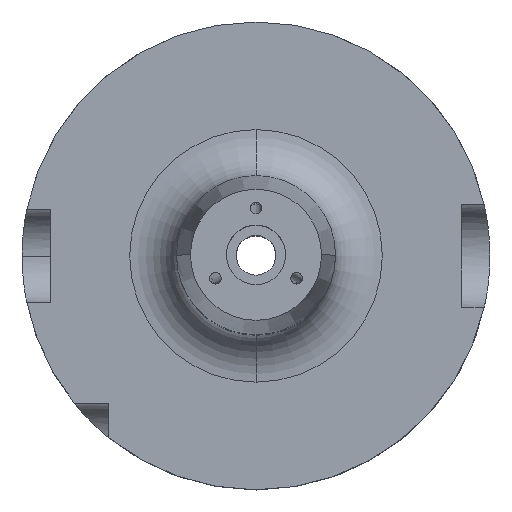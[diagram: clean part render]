
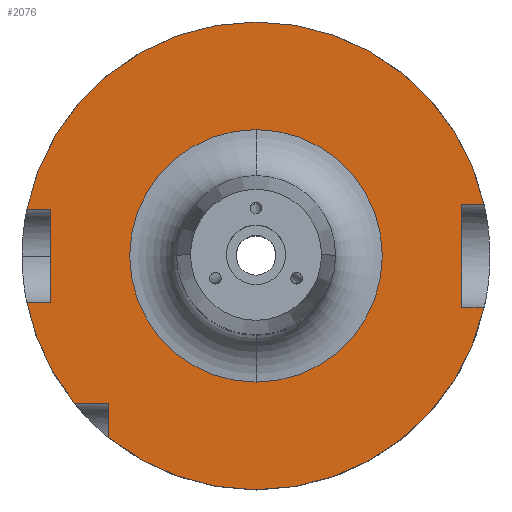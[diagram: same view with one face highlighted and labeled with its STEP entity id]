
A CAD part, top view. The second image highlights one B-rep face of the part: STEP entity #2076.
In plain terms, the highlighted planar face has unit normal (0, 0, 1).
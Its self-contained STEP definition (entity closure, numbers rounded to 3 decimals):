
#12 = CARTESIAN_POINT ( 'NONE',  ( -54., -10., 29. ) ) ;
#17 = CARTESIAN_POINT ( 'NONE',  ( 0., 0., 29. ) ) ;
#19 = CARTESIAN_POINT ( 'NONE',  ( 48.775, -11., 29. ) ) ;
#78 = CARTESIAN_POINT ( 'NONE',  ( 0., 0., 29. ) ) ;
#95 = ORIENTED_EDGE ( 'NONE', *, *, #703, .T. ) ;
#98 = VERTEX_POINT ( 'NONE', #2403 ) ;
#167 = CARTESIAN_POINT ( 'NONE',  ( -54., 10., 29. ) ) ;
#196 = VERTEX_POINT ( 'NONE', #616 ) ;
#227 = LINE ( 'NONE', #167, #2436 ) ;
#245 = AXIS2_PLACEMENT_3D ( 'NONE', #2053, #341, #2338 ) ;
#264 = EDGE_CURVE ( 'NONE', #98, #2213, #2049, .T. ) ;
#298 = DIRECTION ( 'NONE',  ( 0., 1., 0. ) ) ;
#300 = ORIENTED_EDGE ( 'NONE', *, *, #1675, .F. ) ;
#315 = EDGE_CURVE ( 'NONE', #2589, #3250, #2730, .T. ) ;
#341 = DIRECTION ( 'NONE',  ( 0., 0., -1. ) ) ;
#366 = DIRECTION ( 'NONE',  ( 0., -1., 0. ) ) ;
#388 = VERTEX_POINT ( 'NONE', #973 ) ;
#404 = ORIENTED_EDGE ( 'NONE', *, *, #3585, .T. ) ;
#446 = EDGE_CURVE ( 'NONE', #1578, #3138, #2265, .T. ) ;
#468 = EDGE_CURVE ( 'NONE', #196, #1448, #1419, .T. ) ;
#478 = ORIENTED_EDGE ( 'NONE', *, *, #446, .T. ) ;
#511 = ORIENTED_EDGE ( 'NONE', *, *, #2571, .F. ) ;
#512 = DIRECTION ( 'NONE',  ( -1., 0., 0. ) ) ;
#601 = CARTESIAN_POINT ( 'NONE',  ( 0., 0., 29. ) ) ;
#616 = CARTESIAN_POINT ( 'NONE',  ( 44., 11., 29. ) ) ;
#631 = DIRECTION ( 'NONE',  ( 0., 0., 1. ) ) ;
#639 = VECTOR ( 'NONE', #1256, 1000. ) ;
#659 = CARTESIAN_POINT ( 'NONE',  ( -44., -10., 29. ) ) ;
#675 = CARTESIAN_POINT ( 'NONE',  ( 0., 50., 29. ) ) ;
#698 = VERTEX_POINT ( 'NONE', #732 ) ;
#703 = EDGE_CURVE ( 'NONE', #3587, #1578, #227, .T. ) ;
#732 = CARTESIAN_POINT ( 'NONE',  ( 48.775, 11., 29. ) ) ;
#806 = VECTOR ( 'NONE', #3111, 1000. ) ;
#884 = DIRECTION ( 'NONE',  ( 0., 1., 0. ) ) ;
#908 = VECTOR ( 'NONE', #512, 1000. ) ;
#968 = DIRECTION ( 'NONE',  ( 0., -1., 0. ) ) ;
#973 = CARTESIAN_POINT ( 'NONE',  ( -38.83, -31.5, 29. ) ) ;
#974 = CIRCLE ( 'NONE', #2373, 50. ) ;
#1011 = ORIENTED_EDGE ( 'NONE', *, *, #2038, .F. ) ;
#1043 = CARTESIAN_POINT ( 'NONE',  ( 0., -27., 29. ) ) ;
#1099 = VECTOR ( 'NONE', #2089, 1000. ) ;
#1145 = CARTESIAN_POINT ( 'NONE',  ( -44., 10., 29. ) ) ;
#1167 = ORIENTED_EDGE ( 'NONE', *, *, #1192, .F. ) ;
#1192 = EDGE_CURVE ( 'NONE', #3236, #698, #1346, .T. ) ;
#1209 = CARTESIAN_POINT ( 'NONE',  ( 0., 0., 29. ) ) ;
#1214 = DIRECTION ( 'NONE',  ( 0., 0., -1. ) ) ;
#1215 = DIRECTION ( 'NONE',  ( 0., -1., 0. ) ) ;
#1256 = DIRECTION ( 'NONE',  ( -1., 0., 0. ) ) ;
#1309 = LINE ( 'NONE', #12, #1807 ) ;
#1342 = EDGE_CURVE ( 'NONE', #3250, #388, #1655, .T. ) ;
#1346 = CIRCLE ( 'NONE', #245, 50. ) ;
#1355 = ORIENTED_EDGE ( 'NONE', *, *, #468, .F. ) ;
#1400 = CARTESIAN_POINT ( 'NONE',  ( -44., -10., 29. ) ) ;
#1419 = LINE ( 'NONE', #2690, #3676 ) ;
#1448 = VERTEX_POINT ( 'NONE', #1953 ) ;
#1506 = DIRECTION ( 'NONE',  ( 0., -1., 0. ) ) ;
#1550 = ORIENTED_EDGE ( 'NONE', *, *, #2348, .F. ) ;
#1553 = EDGE_LOOP ( 'NONE', ( #404, #3414 ) ) ;
#1578 = VERTEX_POINT ( 'NONE', #1145 ) ;
#1616 = FACE_OUTER_BOUND ( 'NONE', #1867, .T. ) ;
#1655 = LINE ( 'NONE', #2781, #908 ) ;
#1675 = EDGE_CURVE ( 'NONE', #3587, #3236, #2709, .T. ) ;
#1711 = FACE_BOUND ( 'NONE', #1553, .T. ) ;
#1758 = CARTESIAN_POINT ( 'NONE',  ( 0., 44., 29. ) ) ;
#1785 = ORIENTED_EDGE ( 'NONE', *, *, #3560, .F. ) ;
#1807 = VECTOR ( 'NONE', #2296, 1000. ) ;
#1867 = EDGE_LOOP ( 'NONE', ( #95, #478, #1011, #1785, #2914, #1877, #1550, #2384, #1355, #511, #1167, #300 ) ) ;
#1877 = ORIENTED_EDGE ( 'NONE', *, *, #315, .F. ) ;
#1918 = CARTESIAN_POINT ( 'NONE',  ( -48.99, -10., 29. ) ) ;
#1953 = CARTESIAN_POINT ( 'NONE',  ( 44., -11., 29. ) ) ;
#2012 = DIRECTION ( 'NONE',  ( 0., 0., -1. ) ) ;
#2032 = AXIS2_PLACEMENT_3D ( 'NONE', #17, #2012, #298 ) ;
#2038 = EDGE_CURVE ( 'NONE', #3416, #3138, #1309, .T. ) ;
#2049 = CIRCLE ( 'NONE', #3287, 27. ) ;
#2053 = CARTESIAN_POINT ( 'NONE',  ( 0., 0., 29. ) ) ;
#2076 = ADVANCED_FACE ( 'NONE', ( #1711, #1616 ), #3158, .T. ) ;
#2078 = DIRECTION ( 'NONE',  ( 0., 0., -1. ) ) ;
#2089 = DIRECTION ( 'NONE',  ( 0., 1., 0. ) ) ;
#2107 = CARTESIAN_POINT ( 'NONE',  ( 54., -11., 29. ) ) ;
#2108 = AXIS2_PLACEMENT_3D ( 'NONE', #1758, #631, #2635 ) ;
#2213 = VERTEX_POINT ( 'NONE', #1043 ) ;
#2265 = LINE ( 'NONE', #659, #2950 ) ;
#2268 = CARTESIAN_POINT ( 'NONE',  ( -31.5, -38.83, 29. ) ) ;
#2296 = DIRECTION ( 'NONE',  ( 1., 0., 0. ) ) ;
#2334 = LINE ( 'NONE', #2564, #806 ) ;
#2338 = DIRECTION ( 'NONE',  ( 0., 1., 0. ) ) ;
#2348 = EDGE_CURVE ( 'NONE', #3660, #2589, #3449, .T. ) ;
#2373 = AXIS2_PLACEMENT_3D ( 'NONE', #601, #2601, #884 ) ;
#2384 = ORIENTED_EDGE ( 'NONE', *, *, #2633, .T. ) ;
#2403 = CARTESIAN_POINT ( 'NONE',  ( 0., 27., 29. ) ) ;
#2436 = VECTOR ( 'NONE', #2445, 1000. ) ;
#2445 = DIRECTION ( 'NONE',  ( 1., 0., 0. ) ) ;
#2564 = CARTESIAN_POINT ( 'NONE',  ( 54., 11., 29. ) ) ;
#2571 = EDGE_CURVE ( 'NONE', #698, #196, #2334, .T. ) ;
#2589 = VERTEX_POINT ( 'NONE', #2268 ) ;
#2601 = DIRECTION ( 'NONE',  ( 0., 0., -1. ) ) ;
#2633 = EDGE_CURVE ( 'NONE', #3660, #1448, #2923, .T. ) ;
#2635 = DIRECTION ( 'NONE',  ( 0., -1., 0. ) ) ;
#2690 = CARTESIAN_POINT ( 'NONE',  ( 44., -11., 29. ) ) ;
#2709 = CIRCLE ( 'NONE', #2872, 50. ) ;
#2730 = LINE ( 'NONE', #2943, #1099 ) ;
#2755 = AXIS2_PLACEMENT_3D ( 'NONE', #78, #2078, #366 ) ;
#2781 = CARTESIAN_POINT ( 'NONE',  ( 0., -31.5, 29. ) ) ;
#2872 = AXIS2_PLACEMENT_3D ( 'NONE', #2933, #1214, #3209 ) ;
#2914 = ORIENTED_EDGE ( 'NONE', *, *, #1342, .F. ) ;
#2923 = LINE ( 'NONE', #2107, #639 ) ;
#2933 = CARTESIAN_POINT ( 'NONE',  ( 0., 0., 29. ) ) ;
#2943 = CARTESIAN_POINT ( 'NONE',  ( -31.5, 44., 29. ) ) ;
#2950 = VECTOR ( 'NONE', #1215, 1000. ) ;
#3111 = DIRECTION ( 'NONE',  ( -1., 0., 0. ) ) ;
#3138 = VERTEX_POINT ( 'NONE', #1400 ) ;
#3147 = CIRCLE ( 'NONE', #2755, 27. ) ;
#3158 = PLANE ( 'NONE',  #2108 ) ;
#3201 = DIRECTION ( 'NONE',  ( 0., 0., -1. ) ) ;
#3209 = DIRECTION ( 'NONE',  ( 0., 1., 0. ) ) ;
#3236 = VERTEX_POINT ( 'NONE', #675 ) ;
#3250 = VERTEX_POINT ( 'NONE', #3534 ) ;
#3287 = AXIS2_PLACEMENT_3D ( 'NONE', #1209, #3201, #1506 ) ;
#3414 = ORIENTED_EDGE ( 'NONE', *, *, #264, .T. ) ;
#3416 = VERTEX_POINT ( 'NONE', #1918 ) ;
#3449 = CIRCLE ( 'NONE', #2032, 50. ) ;
#3494 = CARTESIAN_POINT ( 'NONE',  ( -48.99, 10., 29. ) ) ;
#3534 = CARTESIAN_POINT ( 'NONE',  ( -31.5, -31.5, 29. ) ) ;
#3560 = EDGE_CURVE ( 'NONE', #388, #3416, #974, .T. ) ;
#3585 = EDGE_CURVE ( 'NONE', #2213, #98, #3147, .T. ) ;
#3587 = VERTEX_POINT ( 'NONE', #3494 ) ;
#3660 = VERTEX_POINT ( 'NONE', #19 ) ;
#3676 = VECTOR ( 'NONE', #968, 1000. ) ;
